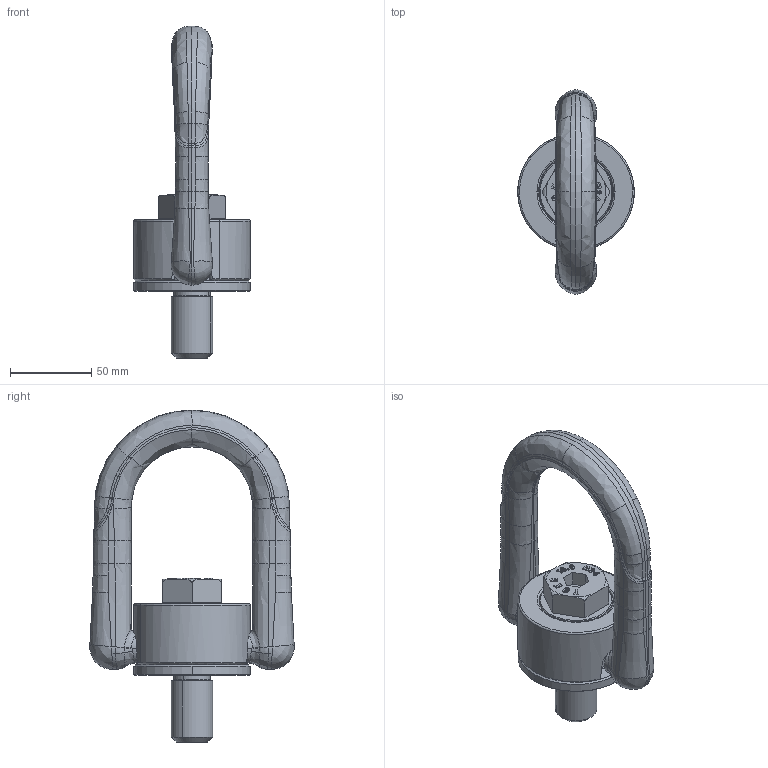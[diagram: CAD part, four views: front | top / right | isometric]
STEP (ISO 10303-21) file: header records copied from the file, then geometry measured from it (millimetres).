
FILE_DESCRIPTION(('CATIA V5 STEP Exchange'),'2;1');
FILE_NAME('8-232-050.stp','2016-10-21T10:19:34+00:00',('none'),('none'),'CATIA Version 5 Release 21 GA (IN-10)','CATIA V5 STEP AP203','none');
FILE_SCHEMA(('CONFIG_CONTROL_DESIGN'));
Products named in the file (1): 8-232-050_AllCATPart
Bounding box: 71.5 x 125.47 x 203.79 mm (x, y, z)
Volume: 342344.7 mm3; surface area: 64161.1 mm2
Topology: 2 solids, 7 shells, 956 faces, 2487 edges, 1562 vertices
Faces by surface type: plane 502, bspline 268, cylinder 104, torus 42, cone 34, revolution 6
Entity records: 46164 total; most frequent: CARTESIAN_POINT 25791, ORIENTED_EDGE 4974, DIRECTION 2800, EDGE_CURVE 2487, VERTEX_POINT 1562, VECTOR 1440, LINE 1440, EDGE_LOOP 983
